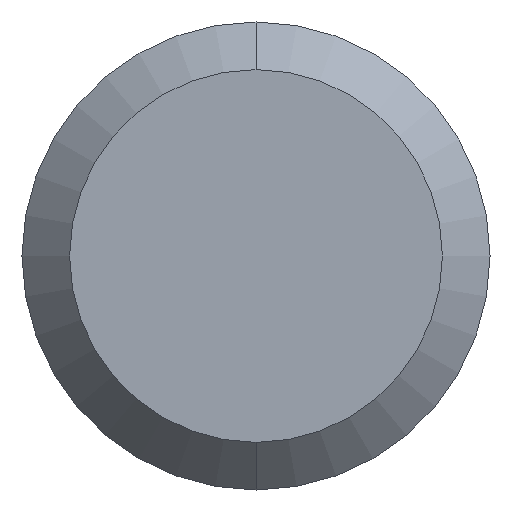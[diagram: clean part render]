
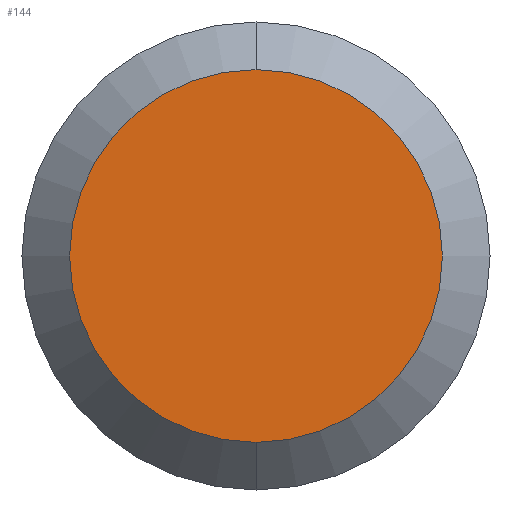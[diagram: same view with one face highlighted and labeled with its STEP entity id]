
A CAD part, front view. The second image highlights one B-rep face of the part: STEP entity #144.
In plain terms, the highlighted planar face has unit normal (0, -1, 0).
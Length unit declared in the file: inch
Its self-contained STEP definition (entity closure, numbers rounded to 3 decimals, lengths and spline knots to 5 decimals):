
#67 = ORIENTED_EDGE ( 'NONE', *, *, #192, .T. ) ;
#73 = DIRECTION ( 'NONE',  ( 0., 0., 1. ) ) ;
#84 = CARTESIAN_POINT ( 'NONE',  ( 0., 0., 0. ) ) ;
#90 = VERTEX_POINT ( 'NONE', #220 ) ;
#91 = CARTESIAN_POINT ( 'NONE',  ( 0., 0., 0. ) ) ;
#99 = PLANE ( 'NONE',  #139 ) ;
#108 = DIRECTION ( 'NONE',  ( 0., -1., 0. ) ) ;
#109 = ORIENTED_EDGE ( 'NONE', *, *, #202, .T. ) ;
#118 = DIRECTION ( 'NONE',  ( 0., 0., 1. ) ) ;
#123 = DIRECTION ( 'NONE',  ( 0., 1., 0. ) ) ;
#124 = FACE_OUTER_BOUND ( 'NONE', #162, .T. ) ;
#132 = AXIS2_PLACEMENT_3D ( 'NONE', #91, #108, #73 ) ;
#134 = AXIS2_PLACEMENT_3D ( 'NONE', #229, #209, #163 ) ;
#139 = AXIS2_PLACEMENT_3D ( 'NONE', #84, #123, #118 ) ;
#144 = ADVANCED_FACE ( 'NONE', ( #124 ), #99, .F. ) ;
#152 = VERTEX_POINT ( 'NONE', #244 ) ;
#162 = EDGE_LOOP ( 'NONE', ( #109, #67 ) ) ;
#163 = DIRECTION ( 'NONE',  ( 0., 0., 1. ) ) ;
#192 = EDGE_CURVE ( 'NONE', #152, #90, #232, .T. ) ;
#202 = EDGE_CURVE ( 'NONE', #90, #152, #278, .T. ) ;
#209 = DIRECTION ( 'NONE',  ( 0., -1., 0. ) ) ;
#220 = CARTESIAN_POINT ( 'NONE',  ( 0., 0., 0.07828 ) ) ;
#229 = CARTESIAN_POINT ( 'NONE',  ( 0., 0., 0. ) ) ;
#232 = CIRCLE ( 'NONE', #134, 0.07828 ) ;
#244 = CARTESIAN_POINT ( 'NONE',  ( 0., 0., -0.07828 ) ) ;
#278 = CIRCLE ( 'NONE', #132, 0.07828 ) ;
